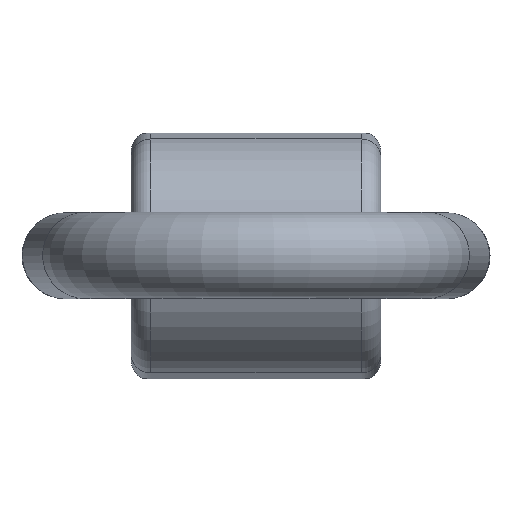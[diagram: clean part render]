
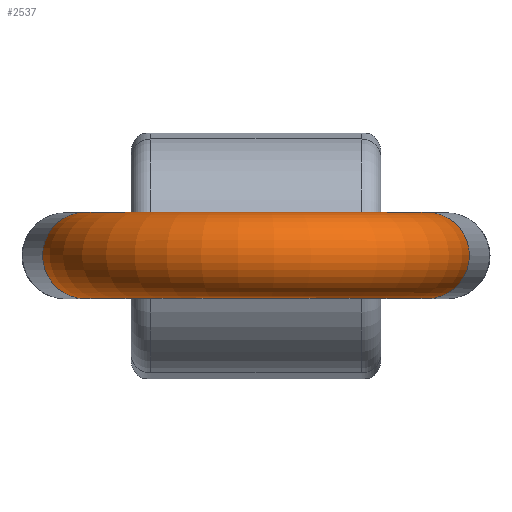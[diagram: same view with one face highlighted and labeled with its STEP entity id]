
A CAD part, top view. The second image highlights one B-rep face of the part: STEP entity #2537.
In plain terms, the highlighted toroidal (fillet/blend) face has major radius 44 mm and minor radius 11 mm.
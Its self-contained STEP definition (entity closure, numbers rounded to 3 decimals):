
#2338=AXIS2_PLACEMENT_3D('Torus Axis2P3D',#2335,#2336,#2337) ;
#2351=AXIS2_PLACEMENT_3D('Circle Axis2P3D',#2349,#2350,$) ;
#2365=AXIS2_PLACEMENT_3D('Circle Axis2P3D',#2363,#2364,$) ;
#2523=AXIS2_PLACEMENT_3D('Circle Axis2P3D',#2521,#2522,$) ;
#2528=AXIS2_PLACEMENT_3D('Circle Axis2P3D',#2526,#2527,$) ;
#2335=CARTESIAN_POINT('Axis2P3D Location',(0.,0.,82.)) ;
#2344=CARTESIAN_POINT('Vertex',(43.724,11.,86.921)) ;
#2346=CARTESIAN_POINT('Vertex',(43.724,-11.,86.921)) ;
#2349=CARTESIAN_POINT('Axis2P3D Location',(0.,-11.,82.)) ;
#2353=CARTESIAN_POINT('Vertex',(-43.724,-11.,86.921)) ;
#2360=CARTESIAN_POINT('Vertex',(-43.724,11.,86.921)) ;
#2363=CARTESIAN_POINT('Axis2P3D Location',(0.,11.,82.)) ;
#2521=CARTESIAN_POINT('Axis2P3D Location',(43.724,0.,86.921)) ;
#2526=CARTESIAN_POINT('Axis2P3D Location',(-43.724,0.,86.921)) ;
#2336=DIRECTION('Axis2P3D Direction',(0.,1.,0.)) ;
#2337=DIRECTION('Axis2P3D XDirection',(-0.994,0.,0.112)) ;
#2350=DIRECTION('Axis2P3D Direction',(0.,1.,0.)) ;
#2364=DIRECTION('Axis2P3D Direction',(0.,1.,0.)) ;
#2522=DIRECTION('Axis2P3D Direction',(-0.112,0.,0.994)) ;
#2527=DIRECTION('Axis2P3D Direction',(-0.112,0.,-0.994)) ;
#2532=ORIENTED_EDGE('',*,*,#2525,.T.) ;
#2533=ORIENTED_EDGE('',*,*,#2367,.F.) ;
#2534=ORIENTED_EDGE('',*,*,#2530,.F.) ;
#2535=ORIENTED_EDGE('',*,*,#2355,.T.) ;
#2537=ADVANCED_FACE('\X2\51434EF6672C9AD4\X0\',(#2536),#2339,.T.) ;
#2352=CIRCLE('generated circle',#2351,44.) ;
#2366=CIRCLE('generated circle',#2365,44.) ;
#2524=CIRCLE('generated circle',#2523,11.) ;
#2529=CIRCLE('generated circle',#2528,11.) ;
#2339=TOROIDAL_SURFACE('homeo Torus',#2338,44.,11.) ;
#2355=EDGE_CURVE('',#2354,#2347,#2352,.T.) ;
#2367=EDGE_CURVE('',#2361,#2345,#2366,.T.) ;
#2525=EDGE_CURVE('',#2347,#2345,#2524,.T.) ;
#2530=EDGE_CURVE('',#2354,#2361,#2529,.T.) ;
#2531=EDGE_LOOP('',(#2532,#2533,#2534,#2535)) ;
#2536=FACE_OUTER_BOUND('',#2531,.T.) ;
#2345=VERTEX_POINT('',#2344) ;
#2347=VERTEX_POINT('',#2346) ;
#2354=VERTEX_POINT('',#2353) ;
#2361=VERTEX_POINT('',#2360) ;
